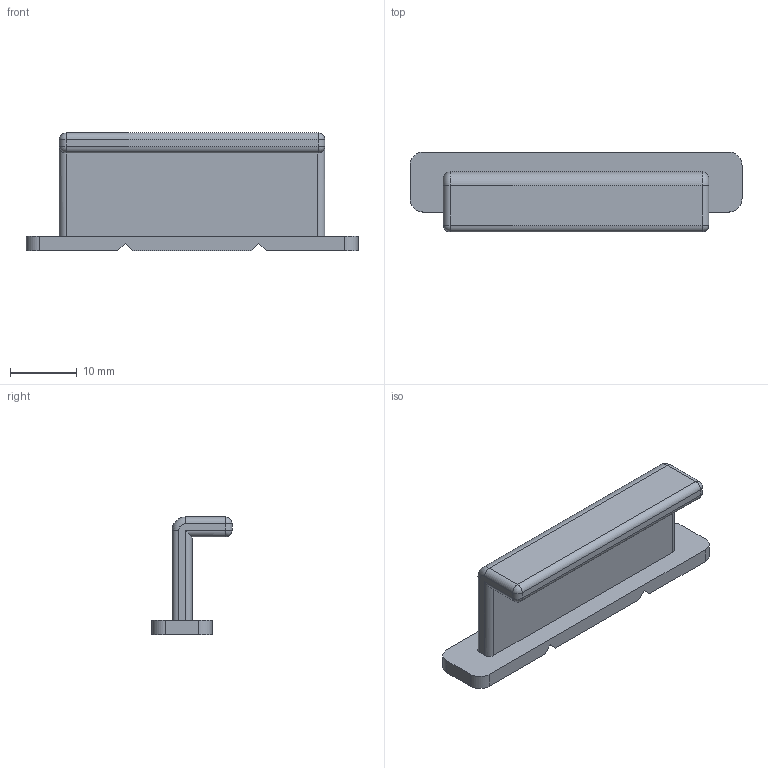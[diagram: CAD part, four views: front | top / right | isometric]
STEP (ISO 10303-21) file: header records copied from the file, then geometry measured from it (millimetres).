
FILE_DESCRIPTION (( 'STEP AP214' ), '1' );
FILE_NAME ('holder.STEP', '2026-02-21T00:30:06', ( 'xxx' ), ( '' ), 'SwSTEP 2.0', 'SolidWorks 2025', '' );
FILE_SCHEMA (( 'AUTOMOTIVE_DESIGN' ));
Length unit declared in the file: millimetre
Products named in the file (1): holder
Bounding box: 49.8 x 12 x 17.7 mm (x, y, z)
Volume: 3451.8 mm3; surface area: 2884.5 mm2
Topology: 1 solids, 1 shells, 42 faces, 103 edges, 60 vertices
Faces by surface type: plane 19, cylinder 17, sphere 4, torus 2
Entity records: 1214 total; most frequent: DIRECTION 215, CARTESIAN_POINT 208, ORIENTED_EDGE 198, EDGE_CURVE 99, AXIS2_PLACEMENT_3D 75, VECTOR 65, LINE 65, VERTEX_POINT 60
